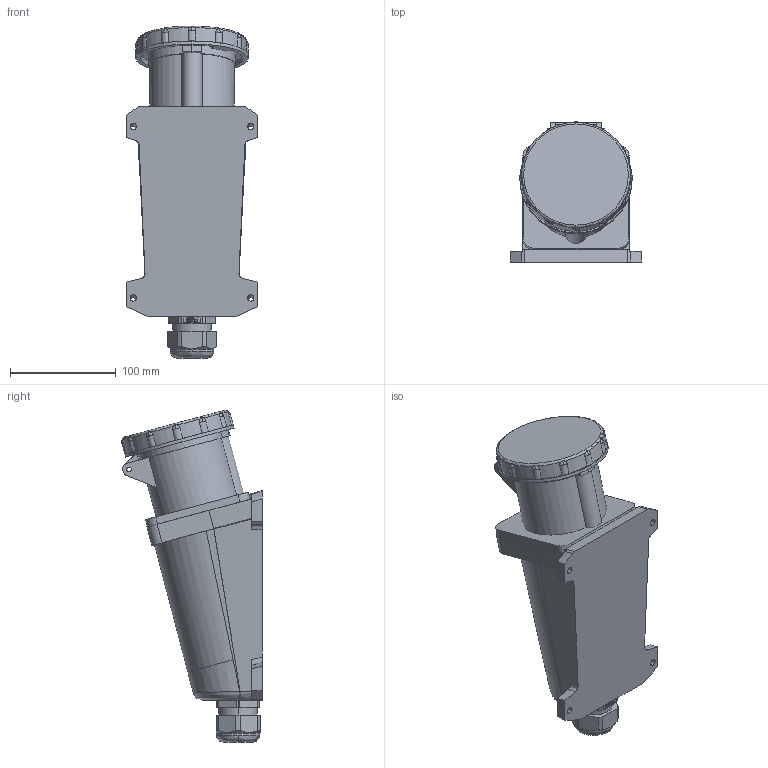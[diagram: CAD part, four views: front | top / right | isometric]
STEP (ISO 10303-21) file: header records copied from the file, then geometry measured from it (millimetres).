
FILE_DESCRIPTION (( 'STEP AP214' ), '1' );
FILE_NAME ('PSR12-063-5 Ðîçåòêà 135 ñòàöèîíàðíàÿ 3Ð+ÐÅ+N 63À 380Â IP54 ÈÝÊ.STEP', '2017-03-10T08:27:45', ( '' ), ( '' ), 'SwSTEP 2.0', 'SolidWorks 2014', '' );
FILE_SCHEMA (( 'AUTOMOTIVE_DESIGN' ));
Length unit declared in the file: millimetre
Products named in the file (1): PSR12-063-5 Ðîçåòêà 135 ñòàöèîíàðíàÿ 3Ð+ÐÅ+N 63À 380Â IP54 ÈÝÊ
Bounding box: 124 x 132.66 x 313.66 mm (x, y, z)
Volume: 892632 mm3; surface area: 317932.7 mm2
Topology: 17 solids, 17 shells, 1053 faces, 2874 edges, 1897 vertices
Faces by surface type: plane 607, cylinder 302, bspline 106, torus 26, cone 12
Entity records: 42385 total; most frequent: CARTESIAN_POINT 15801, ORIENTED_EDGE 5748, DIRECTION 5117, EDGE_CURVE 2874, VERTEX_POINT 1897, AXIS2_PLACEMENT_3D 1750, VECTOR 1617, LINE 1617
